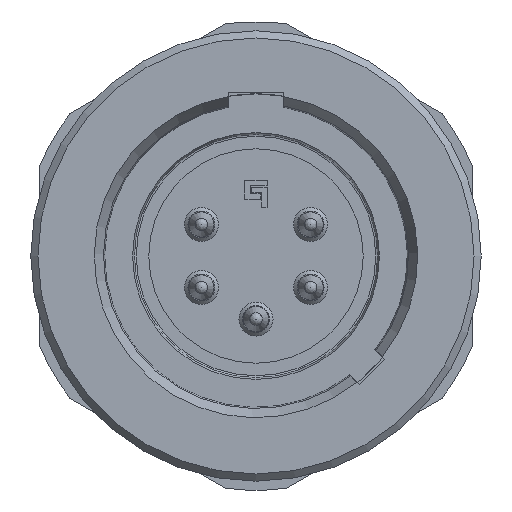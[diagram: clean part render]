
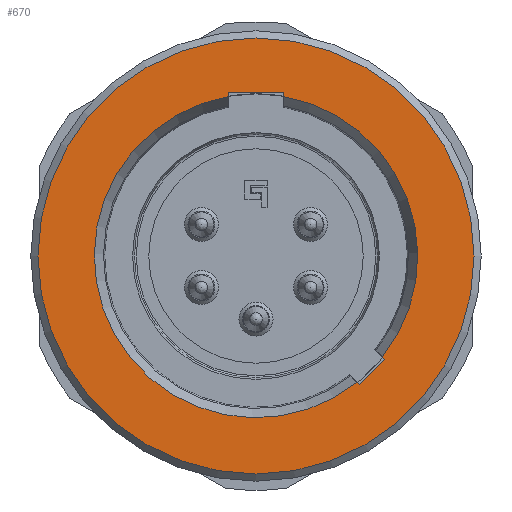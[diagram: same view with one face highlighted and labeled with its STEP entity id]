
A CAD part, left-side view. The second image highlights one B-rep face of the part: STEP entity #670.
In plain terms, the highlighted planar face has unit normal (-1, 0, 0).
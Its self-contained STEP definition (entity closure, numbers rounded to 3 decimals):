
#405=LINE('',#4313,#539);
#406=LINE('',#4315,#540);
#407=LINE('',#4317,#541);
#408=LINE('',#4321,#542);
#409=LINE('',#4323,#543);
#410=LINE('',#4325,#544);
#539=VECTOR('',#3370,1.);
#540=VECTOR('',#3371,1.);
#541=VECTOR('',#3372,1.);
#542=VECTOR('',#3375,1.);
#543=VECTOR('',#3376,1.);
#544=VECTOR('',#3377,1.);
#670=ADVANCED_FACE('',(#919,#920),#855,.T.);
#855=PLANE('',#2983);
#919=FACE_BOUND('',#1156,.T.);
#920=FACE_BOUND('',#1157,.T.);
#1156=EDGE_LOOP('',(#1509,#1510,#1511,#1512,#1513,#1514,#1515,#1516));
#1157=EDGE_LOOP('',(#1517));
#1509=ORIENTED_EDGE('',*,*,#2482,.F.);
#1510=ORIENTED_EDGE('',*,*,#2483,.F.);
#1511=ORIENTED_EDGE('',*,*,#2484,.F.);
#1512=ORIENTED_EDGE('',*,*,#2485,.T.);
#1513=ORIENTED_EDGE('',*,*,#2486,.T.);
#1514=ORIENTED_EDGE('',*,*,#2487,.T.);
#1515=ORIENTED_EDGE('',*,*,#2488,.T.);
#1516=ORIENTED_EDGE('',*,*,#2459,.T.);
#1517=ORIENTED_EDGE('',*,*,#2489,.T.);
#2185=VERTEX_POINT('',#4171);
#2187=VERTEX_POINT('',#4174);
#2201=VERTEX_POINT('',#4314);
#2202=VERTEX_POINT('',#4316);
#2203=VERTEX_POINT('',#4318);
#2204=VERTEX_POINT('',#4320);
#2205=VERTEX_POINT('',#4322);
#2206=VERTEX_POINT('',#4324);
#2207=VERTEX_POINT('',#4327);
#2459=EDGE_CURVE('',#2187,#2185,#2802,.T.);
#2482=EDGE_CURVE('',#2201,#2185,#405,.T.);
#2483=EDGE_CURVE('',#2202,#2201,#406,.T.);
#2484=EDGE_CURVE('',#2203,#2202,#407,.T.);
#2485=EDGE_CURVE('',#2203,#2204,#2809,.T.);
#2486=EDGE_CURVE('',#2204,#2205,#408,.T.);
#2487=EDGE_CURVE('',#2205,#2206,#409,.T.);
#2488=EDGE_CURVE('',#2206,#2187,#410,.T.);
#2489=EDGE_CURVE('',#2207,#2207,#2810,.T.);
#2802=CIRCLE('',#2967,8.977);
#2809=CIRCLE('',#2981,8.977);
#2810=CIRCLE('',#2982,12.1);
#2967=AXIS2_PLACEMENT_3D('',#4173,#3338,#3339);
#2981=AXIS2_PLACEMENT_3D('',#4319,#3373,#3374);
#2982=AXIS2_PLACEMENT_3D('',#4326,#3378,#3379);
#2983=AXIS2_PLACEMENT_3D('',#4328,#3380,#3381);
#3338=DIRECTION('',(1.,0.,0.));
#3339=DIRECTION('',(0.,0.,1.));
#3370=DIRECTION('',(0.,0.,-1.));
#3371=DIRECTION('',(0.,1.,0.));
#3372=DIRECTION('',(0.,0.,1.));
#3373=DIRECTION('',(1.,0.,0.));
#3374=DIRECTION('',(0.,0.,1.));
#3375=DIRECTION('',(0.,-0.707,-0.707));
#3376=DIRECTION('',(0.,0.707,-0.707));
#3377=DIRECTION('',(0.,0.707,0.707));
#3378=DIRECTION('',(-1.,0.,0.));
#3379=DIRECTION('',(0.,0.,1.));
#3380=DIRECTION('',(-1.,0.,0.));
#3381=DIRECTION('',(0.,0.,1.));
#4171=CARTESIAN_POINT('',(0.,1.5,8.851));
#4173=CARTESIAN_POINT('',(0.,0.,0.));
#4174=CARTESIAN_POINT('',(0.,-5.601,-7.016));
#4313=CARTESIAN_POINT('',(0.,1.5,9.1));
#4314=CARTESIAN_POINT('',(0.,1.5,9.1));
#4315=CARTESIAN_POINT('',(0.,-1.5,9.1));
#4316=CARTESIAN_POINT('',(0.,-1.5,9.1));
#4317=CARTESIAN_POINT('',(0.,-1.5,8.265));
#4318=CARTESIAN_POINT('',(0.,-1.5,8.851));
#4319=CARTESIAN_POINT('',(0.,0.,0.));
#4320=CARTESIAN_POINT('',(0.,-7.016,-5.601));
#4321=CARTESIAN_POINT('',(0.,-6.605,-5.19));
#4322=CARTESIAN_POINT('',(0.,-7.142,-5.728));
#4323=CARTESIAN_POINT('',(0.,-7.142,-5.728));
#4324=CARTESIAN_POINT('',(0.,-5.728,-7.142));
#4325=CARTESIAN_POINT('',(0.,-5.728,-7.142));
#4326=CARTESIAN_POINT('',(0.,0.,0.));
#4327=CARTESIAN_POINT('',(0.,0.,12.1));
#4328=CARTESIAN_POINT('',(0.,0.,0.));
